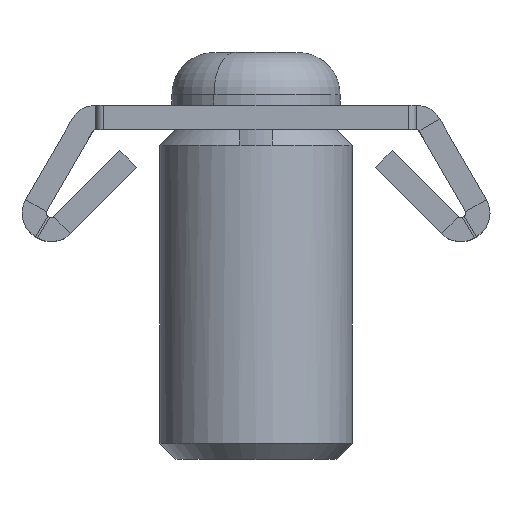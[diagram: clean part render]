
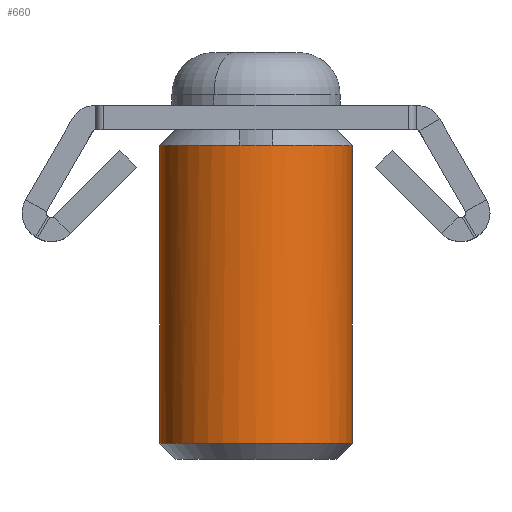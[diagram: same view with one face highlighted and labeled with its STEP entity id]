
A CAD part, top view. The second image highlights one B-rep face of the part: STEP entity #660.
In plain terms, the highlighted cylindrical face has radius 6 mm (diameter 12 mm), a partial arc.
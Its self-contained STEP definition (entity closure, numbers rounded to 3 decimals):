
#1 = ORIENTED_EDGE ( 'NONE', *, *, #542, .T. ) ;
#37 = DIRECTION ( 'NONE',  ( 0., -1., 0. ) ) ;
#75 = VECTOR ( 'NONE', #663, 1000. ) ;
#108 = DIRECTION ( 'NONE',  ( 0., 0., -1. ) ) ;
#178 = CARTESIAN_POINT ( 'NONE',  ( 0., 1., -6. ) ) ;
#299 = EDGE_CURVE ( 'NONE', #387, #2615, #2348, .T. ) ;
#302 = AXIS2_PLACEMENT_3D ( 'NONE', #2702, #37, #788 ) ;
#366 = CIRCLE ( 'NONE', #1504, 6. ) ;
#387 = VERTEX_POINT ( 'NONE', #2766 ) ;
#403 = VECTOR ( 'NONE', #2058, 1000. ) ;
#542 = EDGE_CURVE ( 'NONE', #855, #3109, #2725, .T. ) ;
#546 = DIRECTION ( 'NONE',  ( 0., 1., 0. ) ) ;
#567 = CARTESIAN_POINT ( 'NONE',  ( 0., 20.6, -6. ) ) ;
#660 = ADVANCED_FACE ( 'NONE', ( #1971 ), #856, .T. ) ;
#663 = DIRECTION ( 'NONE',  ( 0., -1., 0. ) ) ;
#729 = ORIENTED_EDGE ( 'NONE', *, *, #2049, .F. ) ;
#740 = EDGE_CURVE ( 'NONE', #2962, #3109, #366, .T. ) ;
#788 = DIRECTION ( 'NONE',  ( 0., 0., 1. ) ) ;
#855 = VERTEX_POINT ( 'NONE', #1289 ) ;
#856 = CYLINDRICAL_SURFACE ( 'NONE', #1947, 6. ) ;
#879 = EDGE_CURVE ( 'NONE', #2962, #387, #1842, .T. ) ;
#916 = DIRECTION ( 'NONE',  ( 0., 1., 0. ) ) ;
#1289 = CARTESIAN_POINT ( 'NONE',  ( 0., 19.6, 6. ) ) ;
#1338 = CARTESIAN_POINT ( 'NONE',  ( 0., 20.6, 0. ) ) ;
#1389 = CARTESIAN_POINT ( 'NONE',  ( 0., 19.6, 0. ) ) ;
#1409 = CARTESIAN_POINT ( 'NONE',  ( 0., 20.6, 6. ) ) ;
#1440 = CARTESIAN_POINT ( 'NONE',  ( -5.916, 19.6, -1. ) ) ;
#1504 = AXIS2_PLACEMENT_3D ( 'NONE', #1389, #916, #2828 ) ;
#1550 = ORIENTED_EDGE ( 'NONE', *, *, #299, .T. ) ;
#1706 = AXIS2_PLACEMENT_3D ( 'NONE', #2998, #2988, #1771 ) ;
#1771 = DIRECTION ( 'NONE',  ( 0., 0., 1. ) ) ;
#1842 = CIRCLE ( 'NONE', #302, 6. ) ;
#1947 = AXIS2_PLACEMENT_3D ( 'NONE', #1338, #2064, #108 ) ;
#1971 = FACE_OUTER_BOUND ( 'NONE', #2700, .T. ) ;
#1986 = CARTESIAN_POINT ( 'NONE',  ( 0., 1., 0. ) ) ;
#2049 = EDGE_CURVE ( 'NONE', #855, #2174, #2665, .T. ) ;
#2058 = DIRECTION ( 'NONE',  ( 0., -1., 0. ) ) ;
#2064 = DIRECTION ( 'NONE',  ( 0., -1., 0. ) ) ;
#2117 = ORIENTED_EDGE ( 'NONE', *, *, #2152, .T. ) ;
#2152 = EDGE_CURVE ( 'NONE', #2615, #2174, #3083, .T. ) ;
#2174 = VERTEX_POINT ( 'NONE', #2710 ) ;
#2216 = AXIS2_PLACEMENT_3D ( 'NONE', #1986, #546, #2241 ) ;
#2218 = CARTESIAN_POINT ( 'NONE',  ( -5.916, 19.6, 1. ) ) ;
#2241 = DIRECTION ( 'NONE',  ( 0., 0., 1. ) ) ;
#2348 = LINE ( 'NONE', #567, #403 ) ;
#2504 = ORIENTED_EDGE ( 'NONE', *, *, #879, .T. ) ;
#2615 = VERTEX_POINT ( 'NONE', #178 ) ;
#2665 = LINE ( 'NONE', #1409, #75 ) ;
#2700 = EDGE_LOOP ( 'NONE', ( #729, #1, #2704, #2504, #1550, #2117 ) ) ;
#2702 = CARTESIAN_POINT ( 'NONE',  ( 0., 19.6, 0. ) ) ;
#2704 = ORIENTED_EDGE ( 'NONE', *, *, #740, .F. ) ;
#2710 = CARTESIAN_POINT ( 'NONE',  ( 0., 1., 6. ) ) ;
#2725 = CIRCLE ( 'NONE', #1706, 6. ) ;
#2766 = CARTESIAN_POINT ( 'NONE',  ( 0., 19.6, -6. ) ) ;
#2828 = DIRECTION ( 'NONE',  ( 0., 0., 1. ) ) ;
#2962 = VERTEX_POINT ( 'NONE', #1440 ) ;
#2988 = DIRECTION ( 'NONE',  ( 0., -1., 0. ) ) ;
#2998 = CARTESIAN_POINT ( 'NONE',  ( 0., 19.6, 0. ) ) ;
#3083 = CIRCLE ( 'NONE', #2216, 6. ) ;
#3109 = VERTEX_POINT ( 'NONE', #2218 ) ;
